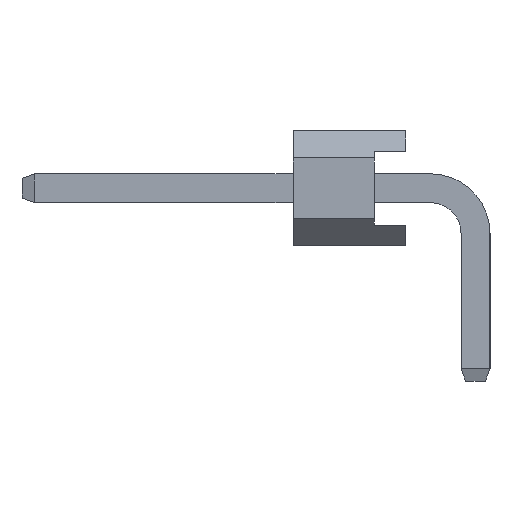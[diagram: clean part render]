
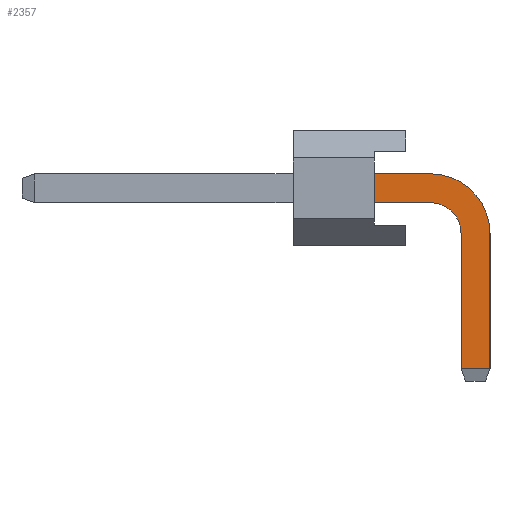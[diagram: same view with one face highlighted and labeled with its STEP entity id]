
A CAD part, left-side view. The second image highlights one B-rep face of the part: STEP entity #2357.
In plain terms, the highlighted planar face has unit normal (-1, 0, 0).
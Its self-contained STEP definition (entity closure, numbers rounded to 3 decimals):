
#2357=ADVANCED_FACE('',(#6553),#6555,.T.);
#6553=FACE_BOUND('',#6554,.T.);
#6554=EDGE_LOOP('',(#9961,#9962,#9963,#9964,#9965,#9966,#9967,#9968));
#6555=PLANE('',#6556);
#6556=AXIS2_PLACEMENT_3D('',#6557,#6558,#6559);
#6557=CARTESIAN_POINT('',(-0.32,0.32,-3.));
#6558=DIRECTION('',(-1.,0.,0.));
#6559=DIRECTION('',(0.,-1.,0.));
#9961=ORIENTED_EDGE('',*,*,#11991,.T.);
#9962=ORIENTED_EDGE('',*,*,#11992,.T.);
#9963=ORIENTED_EDGE('',*,*,#11993,.T.);
#9964=ORIENTED_EDGE('',*,*,#11994,.T.);
#9965=ORIENTED_EDGE('',*,*,#11329,.T.);
#9966=ORIENTED_EDGE('',*,*,#11995,.F.);
#9967=ORIENTED_EDGE('',*,*,#11996,.F.);
#9968=ORIENTED_EDGE('',*,*,#11997,.F.);
#11329=EDGE_CURVE('',#12967,#12968,#12969,.T.);
#11991=EDGE_CURVE('',#14005,#14006,#14007,.T.);
#11992=EDGE_CURVE('',#14006,#14008,#14009,.T.);
#11993=EDGE_CURVE('',#14008,#14010,#14011,.T.);
#11994=EDGE_CURVE('',#14010,#12967,#14012,.T.);
#11995=EDGE_CURVE('',#14013,#12968,#14014,.T.);
#11996=EDGE_CURVE('',#14015,#14013,#14016,.T.);
#11997=EDGE_CURVE('',#14005,#14015,#14017,.T.);
#12967=VERTEX_POINT('',#15761);
#12968=VERTEX_POINT('',#15762);
#12969=LINE('',#15763,#15764);
#14005=VERTEX_POINT('',#18183);
#14006=VERTEX_POINT('',#18184);
#14007=LINE('',#18185,#18186);
#14008=VERTEX_POINT('',#18188);
#14009=LINE('',#18189,#18190);
#14010=VERTEX_POINT('',#18192);
#14011=CIRCLE('',#18193,1.32);
#14012=LINE('',#18197,#18198);
#14013=VERTEX_POINT('',#18200);
#14014=LINE('',#18201,#18202);
#14015=VERTEX_POINT('',#18204);
#14016=CIRCLE('',#18205,0.68);
#14017=LINE('',#18209,#18210);
#15761=CARTESIAN_POINT('',(-0.32,2.24,1.59));
#15762=CARTESIAN_POINT('',(-0.32,2.24,0.95));
#15763=CARTESIAN_POINT('',(-0.32,2.24,1.59));
#15764=VECTOR('',#15765,1.);
#15765=DIRECTION('',(0.,0.,-1.));
#18183=CARTESIAN_POINT('',(-0.32,0.32,-2.725));
#18184=CARTESIAN_POINT('',(-0.32,-0.32,-2.725));
#18185=CARTESIAN_POINT('',(-0.32,0.32,-2.725));
#18186=VECTOR('',#18187,1.);
#18187=DIRECTION('',(0.,-1.,0.));
#18188=CARTESIAN_POINT('',(-0.32,-0.32,0.27));
#18189=CARTESIAN_POINT('',(-0.32,-0.32,-2.725));
#18190=VECTOR('',#18191,1.);
#18191=DIRECTION('',(0.,0.,1.));
#18192=CARTESIAN_POINT('',(-0.32,1.,1.59));
#18193=AXIS2_PLACEMENT_3D('',#18194,#18195,#18196);
#18194=CARTESIAN_POINT('',(-0.32,1.,0.27));
#18195=DIRECTION('',(-1.,-0.,0.));
#18196=DIRECTION('',(0.,-1.,0.));
#18197=CARTESIAN_POINT('',(-0.32,1.,1.59));
#18198=VECTOR('',#18199,1.);
#18199=DIRECTION('',(0.,1.,0.));
#18200=CARTESIAN_POINT('',(-0.32,1.,0.95));
#18201=CARTESIAN_POINT('',(-0.32,1.,0.95));
#18202=VECTOR('',#18203,1.);
#18203=DIRECTION('',(0.,1.,0.));
#18204=CARTESIAN_POINT('',(-0.32,0.32,0.27));
#18205=AXIS2_PLACEMENT_3D('',#18206,#18207,#18208);
#18206=CARTESIAN_POINT('',(-0.32,1.,0.27));
#18207=DIRECTION('',(-1.,-0.,0.));
#18208=DIRECTION('',(0.,-1.,0.));
#18209=CARTESIAN_POINT('',(-0.32,0.32,-2.725));
#18210=VECTOR('',#18211,1.);
#18211=DIRECTION('',(0.,0.,1.));
